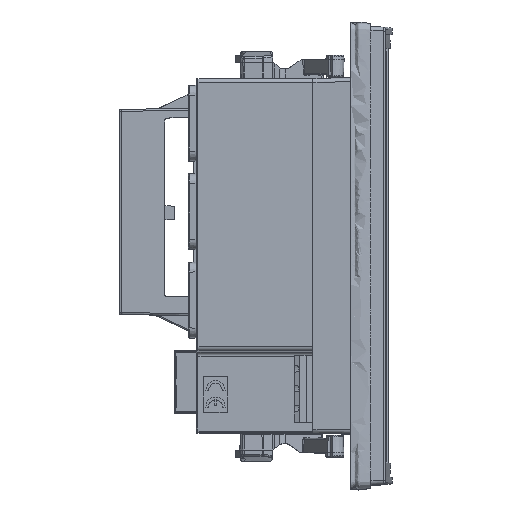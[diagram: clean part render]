
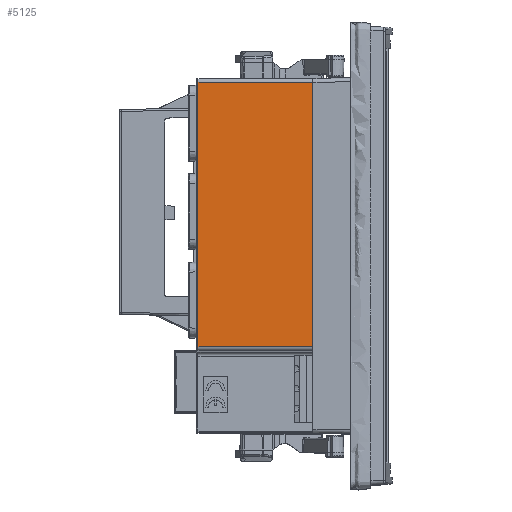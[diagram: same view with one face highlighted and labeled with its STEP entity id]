
A CAD part, top view. The second image highlights one B-rep face of the part: STEP entity #5125.
In plain terms, the highlighted planar face has unit normal (0, 0, 1).
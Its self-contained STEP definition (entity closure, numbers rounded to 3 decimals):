
#5125=ADVANCED_FACE('',(#7921),#6559,.T.);
#6559=PLANE('',#45203);
#7921=FACE_OUTER_BOUND('',#9887,.T.);
#9887=EDGE_LOOP('',(#17080,#17081,#17082,#17083));
#17080=ORIENTED_EDGE('',*,*,#31039,.T.);
#17081=ORIENTED_EDGE('',*,*,#31040,.T.);
#17082=ORIENTED_EDGE('',*,*,#31041,.T.);
#17083=ORIENTED_EDGE('',*,*,#31042,.T.);
#24759=VERTEX_POINT('',#76073);
#24760=VERTEX_POINT('',#76074);
#24761=VERTEX_POINT('',#76076);
#24762=VERTEX_POINT('',#76078);
#31039=EDGE_CURVE('',#24759,#24760,#36769,.T.);
#31040=EDGE_CURVE('',#24760,#24761,#36770,.T.);
#31041=EDGE_CURVE('',#24761,#24762,#36771,.T.);
#31042=EDGE_CURVE('',#24762,#24759,#36772,.T.);
#36769=LINE('',#76072,#41464);
#36770=LINE('',#76075,#41465);
#36771=LINE('',#76077,#41466);
#36772=LINE('',#76079,#41467);
#41464=VECTOR('',#53675,1.);
#41465=VECTOR('',#53676,1.);
#41466=VECTOR('',#53677,1.);
#41467=VECTOR('',#53678,1.);
#45203=AXIS2_PLACEMENT_3D('',#76080,#53679,#53680);
#53675=DIRECTION('',(-1.,0.,0.));
#53676=DIRECTION('',(0.,-1.,0.));
#53677=DIRECTION('',(1.,0.,0.));
#53678=DIRECTION('',(0.,1.,0.));
#53679=DIRECTION('',(0.,0.,1.));
#53680=DIRECTION('',(1.,0.,0.));
#76072=CARTESIAN_POINT('',(-42.048,44.494,44.598));
#76073=CARTESIAN_POINT('',(-12.,44.494,44.598));
#76074=CARTESIAN_POINT('',(-41.512,44.494,44.598));
#76075=CARTESIAN_POINT('',(-41.512,0.,44.598));
#76076=CARTESIAN_POINT('',(-41.512,-23.358,44.598));
#76077=CARTESIAN_POINT('',(-5.017,-23.358,44.598));
#76078=CARTESIAN_POINT('',(-12.,-23.358,44.598));
#76079=CARTESIAN_POINT('',(-12.,0.,44.598));
#76080=CARTESIAN_POINT('',(-42.048,0.,44.598));
